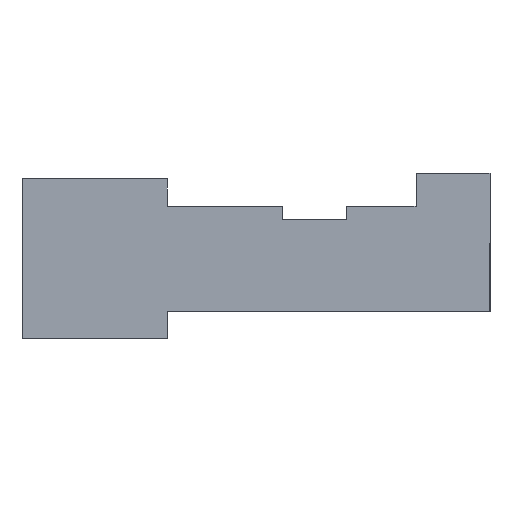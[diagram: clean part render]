
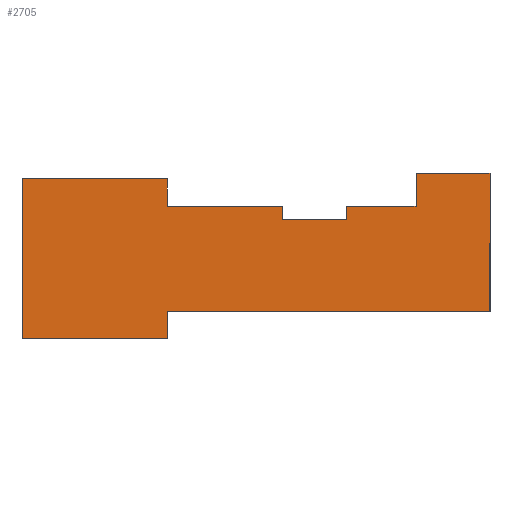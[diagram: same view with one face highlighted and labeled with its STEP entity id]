
A CAD part, left-side view. The second image highlights one B-rep face of the part: STEP entity #2705.
In plain terms, the highlighted planar face has unit normal (-1, 0, 0).
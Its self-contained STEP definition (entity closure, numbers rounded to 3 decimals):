
#316=ORIENTED_EDGE('',*,*,#942,.T.);
#317=ORIENTED_EDGE('',*,*,#964,.T.);
#318=ORIENTED_EDGE('',*,*,#966,.T.);
#319=ORIENTED_EDGE('',*,*,#968,.F.);
#320=ORIENTED_EDGE('',*,*,#969,.F.);
#321=ORIENTED_EDGE('',*,*,#970,.F.);
#322=ORIENTED_EDGE('',*,*,#971,.F.);
#323=ORIENTED_EDGE('',*,*,#972,.F.);
#324=ORIENTED_EDGE('',*,*,#973,.T.);
#325=ORIENTED_EDGE('',*,*,#974,.F.);
#326=ORIENTED_EDGE('',*,*,#975,.T.);
#327=ORIENTED_EDGE('',*,*,#976,.F.);
#328=ORIENTED_EDGE('',*,*,#977,.T.);
#329=ORIENTED_EDGE('',*,*,#978,.F.);
#942=EDGE_CURVE('',#1290,#1289,#1583,.T.);
#964=EDGE_CURVE('',#1289,#1309,#1605,.T.);
#966=EDGE_CURVE('',#1309,#1310,#1607,.T.);
#968=EDGE_CURVE('',#1311,#1310,#1609,.T.);
#969=EDGE_CURVE('',#1312,#1311,#1610,.T.);
#970=EDGE_CURVE('',#1313,#1312,#1611,.T.);
#971=EDGE_CURVE('',#1314,#1313,#1612,.T.);
#972=EDGE_CURVE('',#1315,#1314,#1613,.T.);
#973=EDGE_CURVE('',#1315,#1316,#1614,.T.);
#974=EDGE_CURVE('',#1317,#1316,#1615,.T.);
#975=EDGE_CURVE('',#1317,#1318,#1616,.T.);
#976=EDGE_CURVE('',#1319,#1318,#1617,.T.);
#977=EDGE_CURVE('',#1319,#1320,#1618,.T.);
#978=EDGE_CURVE('',#1290,#1320,#1619,.T.);
#1289=VERTEX_POINT('',#3894);
#1290=VERTEX_POINT('',#3896);
#1309=VERTEX_POINT('',#3940);
#1310=VERTEX_POINT('',#3944);
#1311=VERTEX_POINT('',#3948);
#1312=VERTEX_POINT('',#3950);
#1313=VERTEX_POINT('',#3952);
#1314=VERTEX_POINT('',#3954);
#1315=VERTEX_POINT('',#3956);
#1316=VERTEX_POINT('',#3958);
#1317=VERTEX_POINT('',#3960);
#1318=VERTEX_POINT('',#3962);
#1319=VERTEX_POINT('',#3964);
#1320=VERTEX_POINT('',#3966);
#1583=LINE('',#3895,#1956);
#1605=LINE('',#3939,#1978);
#1607=LINE('',#3943,#1980);
#1609=LINE('',#3947,#1982);
#1610=LINE('',#3949,#1983);
#1611=LINE('',#3951,#1984);
#1612=LINE('',#3953,#1985);
#1613=LINE('',#3955,#1986);
#1614=LINE('',#3957,#1987);
#1615=LINE('',#3959,#1988);
#1616=LINE('',#3961,#1989);
#1617=LINE('',#3963,#1990);
#1618=LINE('',#3965,#1991);
#1619=LINE('',#3967,#1992);
#1956=VECTOR('',#3198,1000.);
#1978=VECTOR('',#3226,1000.);
#1980=VECTOR('',#3230,1000.);
#1982=VECTOR('',#3234,1000.);
#1983=VECTOR('',#3235,1000.);
#1984=VECTOR('',#3236,1000.);
#1985=VECTOR('',#3237,1000.);
#1986=VECTOR('',#3238,1000.);
#1987=VECTOR('',#3239,1000.);
#1988=VECTOR('',#3240,1000.);
#1989=VECTOR('',#3241,1000.);
#1990=VECTOR('',#3242,1000.);
#1991=VECTOR('',#3243,1000.);
#1992=VECTOR('',#3244,1000.);
#2263=EDGE_LOOP('',(#316,#317,#318,#319,#320,#321,#322,#323,#324,#325,#326,
#327,#328,#329));
#2416=FACE_BOUND('',#2263,.T.);
#2564=PLANE('',#2894);
#2705=ADVANCED_FACE('',(#2416),#2564,.F.);
#2894=AXIS2_PLACEMENT_3D('',#3946,#3232,#3233);
#3198=DIRECTION('',(0.,0.,1.));
#3226=DIRECTION('',(0.,1.,0.));
#3230=DIRECTION('',(0.,0.,-1.));
#3232=DIRECTION('',(1.,0.,0.));
#3233=DIRECTION('',(0.,1.,0.));
#3234=DIRECTION('',(0.,-1.,0.));
#3235=DIRECTION('',(0.,0.,1.));
#3236=DIRECTION('',(0.,-1.,0.));
#3237=DIRECTION('',(0.,0.,-1.));
#3238=DIRECTION('',(0.,-1.,0.));
#3239=DIRECTION('',(0.,0.,1.));
#3240=DIRECTION('',(0.,-1.,0.));
#3241=DIRECTION('',(0.,0.,-1.));
#3242=DIRECTION('',(0.,1.,0.));
#3243=DIRECTION('',(0.,0.,1.));
#3244=DIRECTION('',(0.,1.,0.));
#3894=CARTESIAN_POINT('',(-2.54,0.,4.32));
#3895=CARTESIAN_POINT('',(-2.54,0.,0.));
#3896=CARTESIAN_POINT('',(-2.54,0.,0.));
#3939=CARTESIAN_POINT('',(-2.54,0.,4.32));
#3940=CARTESIAN_POINT('',(-2.54,2.31,4.32));
#3943=CARTESIAN_POINT('',(-2.54,2.31,4.32));
#3944=CARTESIAN_POINT('',(-2.54,2.31,3.28));
#3946=CARTESIAN_POINT('',(-2.54,7.305,1.73));
#3947=CARTESIAN_POINT('',(-2.54,4.47,3.28));
#3948=CARTESIAN_POINT('',(-2.54,4.47,3.28));
#3949=CARTESIAN_POINT('',(-2.54,4.47,2.86));
#3950=CARTESIAN_POINT('',(-2.54,4.47,2.86));
#3951=CARTESIAN_POINT('',(-2.54,6.47,2.86));
#3952=CARTESIAN_POINT('',(-2.54,6.47,2.86));
#3953=CARTESIAN_POINT('',(-2.54,6.47,3.28));
#3954=CARTESIAN_POINT('',(-2.54,6.47,3.28));
#3955=CARTESIAN_POINT('',(-2.54,10.08,3.28));
#3956=CARTESIAN_POINT('',(-2.54,10.08,3.28));
#3957=CARTESIAN_POINT('',(-2.54,10.08,3.28));
#3958=CARTESIAN_POINT('',(-2.54,10.08,4.14));
#3959=CARTESIAN_POINT('',(-2.54,14.61,4.14));
#3960=CARTESIAN_POINT('',(-2.54,14.61,4.14));
#3961=CARTESIAN_POINT('',(-2.54,14.61,4.14));
#3962=CARTESIAN_POINT('',(-2.54,14.61,-0.86));
#3963=CARTESIAN_POINT('',(-2.54,10.08,-0.86));
#3964=CARTESIAN_POINT('',(-2.54,10.08,-0.86));
#3965=CARTESIAN_POINT('',(-2.54,10.08,-0.86));
#3966=CARTESIAN_POINT('',(-2.54,10.08,0.));
#3967=CARTESIAN_POINT('',(-2.54,0.,0.));
